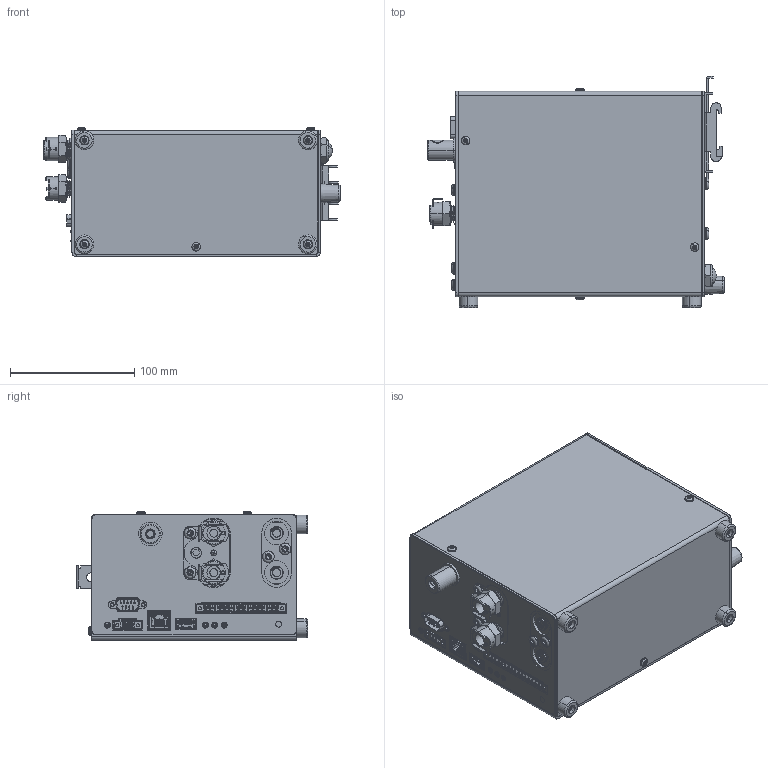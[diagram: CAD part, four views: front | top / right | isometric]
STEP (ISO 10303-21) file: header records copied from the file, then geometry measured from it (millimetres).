
FILE_DESCRIPTION (( 'STEP AP214' ), '1' );
FILE_NAME ('MH.STEP', '2019-11-21T14:55:47', ( '' ), ( '' ), 'SwSTEP 2.0', 'SolidWorks 2019', '' );
FILE_SCHEMA (( 'AUTOMOTIVE_DESIGN' ));
Length unit declared in the file: inch
Products named in the file (1): MH
Bounding box: 238.43 x 185.94 x 103.81 mm (x, y, z)
Volume: 283962.9 mm3; surface area: 349466.3 mm2
Topology: 50 solids, 53 shells, 5373 faces, 13888 edges, 8754 vertices
Faces by surface type: plane 3049, cylinder 1386, cone 425, bspline 336, torus 121, sphere 56
Entity records: 185961 total; most frequent: CARTESIAN_POINT 57711, ORIENTED_EDGE 27378, DIRECTION 24815, EDGE_CURVE 13689, VERTEX_POINT 8749, LINE 8693, VECTOR 8693, AXIS2_PLACEMENT_3D 8061
